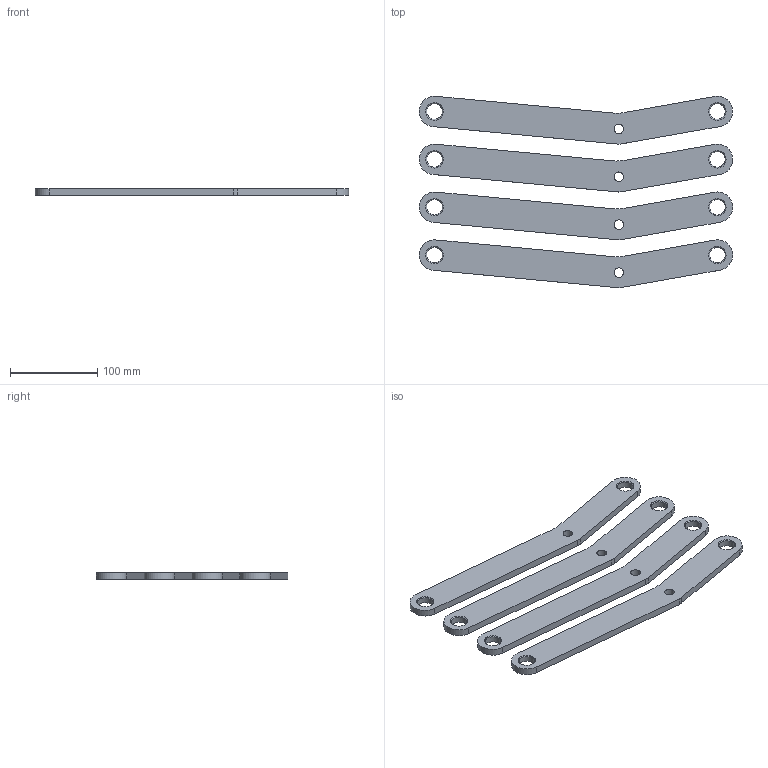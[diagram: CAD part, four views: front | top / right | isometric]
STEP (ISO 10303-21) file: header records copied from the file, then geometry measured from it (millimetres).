
FILE_DESCRIPTION(/* description */ (''),/* implementation_level */ '2;1');
FILE_NAME(/* name */ '200X.stp',/* time_stamp */ '2019-01-08T18:52:55+08:00',/* author */ (''),/* organization */ (''),/* preprocessor_version */ 'ST-DEVELOPER v14',/* originating_system */ 'SIEMENS PLM Software NX 8.0',/* authorisation */ '');
FILE_SCHEMA (('AUTOMOTIVE_DESIGN { 1 0 10303 214 3 1 1 1 }'));
Length unit declared in the file: millimetre
Products named in the file (1): As812EE8FDD5y8ek
Bounding box: 359.94 x 220 x 8 mm (x, y, z)
Volume: 378301.6 mm3; surface area: 123591.9 mm2
Topology: 4 solids, 4 shells, 60 faces, 156 edges, 104 vertices
Faces by surface type: cylinder 28, plane 24, cone 8
Full cylindrical faces by diameter (mm): 11 x4, 18 x8
Entity records: 1787 total; most frequent: DIRECTION 314, CARTESIAN_POINT 285, ORIENTED_EDGE 256, EDGE_CURVE 128, AXIS2_PLACEMENT_3D 125, EDGE_LOOP 104, VERTEX_POINT 96, FACE_BOUND 72
